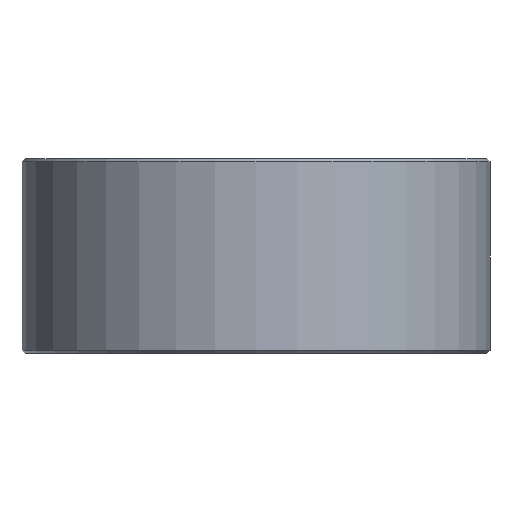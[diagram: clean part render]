
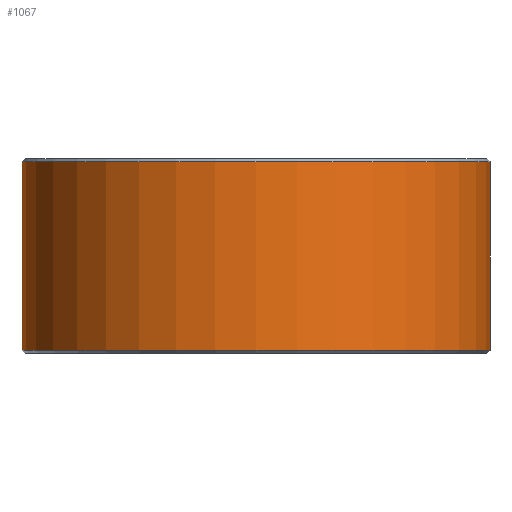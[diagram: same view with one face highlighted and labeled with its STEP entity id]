
A CAD part, front view. The second image highlights one B-rep face of the part: STEP entity #1067.
In plain terms, the highlighted cylindrical face has radius 15.25 mm (diameter 30.5 mm), a partial arc.
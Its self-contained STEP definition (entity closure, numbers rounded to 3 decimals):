
#133 = DIRECTION ( 'NONE',  ( 1., 0., 0. ) ) ;
#187 = CYLINDRICAL_SURFACE ( 'NONE', #2380, 15.25 ) ;
#197 = EDGE_CURVE ( 'NONE', #1312, #1259, #580, .T. ) ;
#243 = CARTESIAN_POINT ( 'NONE',  ( 15.25, 0., -25.2 ) ) ;
#264 = DIRECTION ( 'NONE',  ( 0., 0., -1. ) ) ;
#267 = ORIENTED_EDGE ( 'NONE', *, *, #643, .T. ) ;
#365 = ORIENTED_EDGE ( 'NONE', *, *, #608, .T. ) ;
#379 = AXIS2_PLACEMENT_3D ( 'NONE', #2207, #784, #1834 ) ;
#580 = LINE ( 'NONE', #1304, #2037 ) ;
#608 = EDGE_CURVE ( 'NONE', #2274, #1259, #1819, .T. ) ;
#643 = EDGE_CURVE ( 'NONE', #1312, #2004, #2566, .T. ) ;
#784 = DIRECTION ( 'NONE',  ( 0., 0., 1. ) ) ;
#1058 = ORIENTED_EDGE ( 'NONE', *, *, #197, .F. ) ;
#1067 = ADVANCED_FACE ( 'NONE', ( #1973 ), #187, .T. ) ;
#1120 = CARTESIAN_POINT ( 'NONE',  ( 15.25, 0., -12.9 ) ) ;
#1142 = DIRECTION ( 'NONE',  ( 1., 0., 0. ) ) ;
#1259 = VERTEX_POINT ( 'NONE', #243 ) ;
#1304 = CARTESIAN_POINT ( 'NONE',  ( 15.25, 0., -12.7 ) ) ;
#1312 = VERTEX_POINT ( 'NONE', #1120 ) ;
#1342 = CARTESIAN_POINT ( 'NONE',  ( 0., 0., -12.7 ) ) ;
#1730 = ORIENTED_EDGE ( 'NONE', *, *, #1897, .T. ) ;
#1819 = CIRCLE ( 'NONE', #379, 15.25 ) ;
#1834 = DIRECTION ( 'NONE',  ( 1., 0., 0. ) ) ;
#1896 = VECTOR ( 'NONE', #2513, 1000. ) ;
#1897 = EDGE_CURVE ( 'NONE', #2004, #2274, #2720, .T. ) ;
#1928 = CARTESIAN_POINT ( 'NONE',  ( -15.25, 0., -12.9 ) ) ;
#1952 = EDGE_LOOP ( 'NONE', ( #267, #1730, #365, #1058 ) ) ;
#1973 = FACE_OUTER_BOUND ( 'NONE', #1952, .T. ) ;
#2004 = VERTEX_POINT ( 'NONE', #1928 ) ;
#2037 = VECTOR ( 'NONE', #264, 1000. ) ;
#2207 = CARTESIAN_POINT ( 'NONE',  ( 0., 0., -25.2 ) ) ;
#2274 = VERTEX_POINT ( 'NONE', #2644 ) ;
#2304 = CARTESIAN_POINT ( 'NONE',  ( -15.25, 0., -12.7 ) ) ;
#2380 = AXIS2_PLACEMENT_3D ( 'NONE', #1342, #2391, #1142 ) ;
#2391 = DIRECTION ( 'NONE',  ( 0., 0., -1. ) ) ;
#2513 = DIRECTION ( 'NONE',  ( 0., 0., -1. ) ) ;
#2566 = CIRCLE ( 'NONE', #2716, 15.25 ) ;
#2644 = CARTESIAN_POINT ( 'NONE',  ( -15.25, 0., -25.2 ) ) ;
#2662 = DIRECTION ( 'NONE',  ( 0., 0., -1. ) ) ;
#2673 = CARTESIAN_POINT ( 'NONE',  ( 0., 0., -12.9 ) ) ;
#2716 = AXIS2_PLACEMENT_3D ( 'NONE', #2673, #2662, #133 ) ;
#2720 = LINE ( 'NONE', #2304, #1896 ) ;
